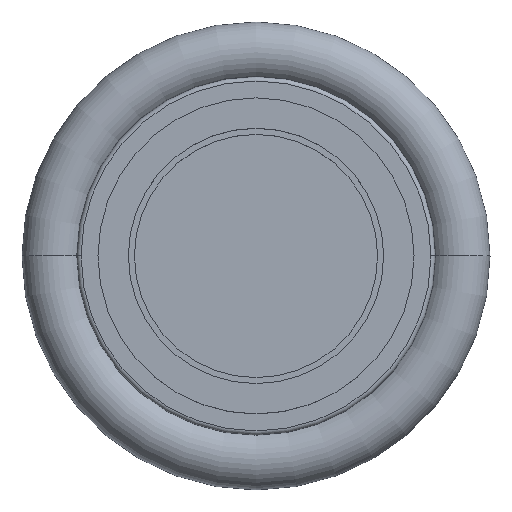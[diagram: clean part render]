
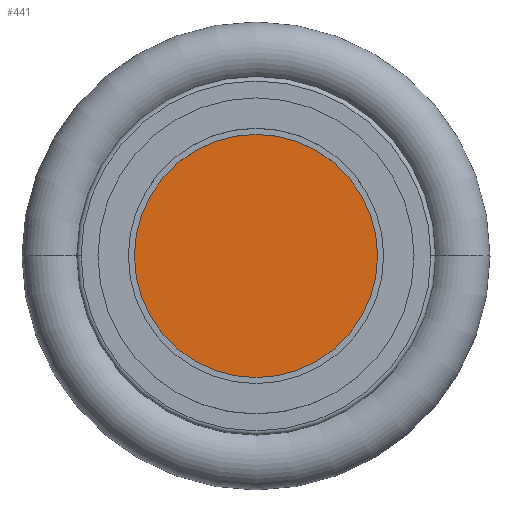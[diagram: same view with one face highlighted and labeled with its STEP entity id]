
A CAD part, top view. The second image highlights one B-rep face of the part: STEP entity #441.
In plain terms, the highlighted planar face has unit normal (0, 0, 1).
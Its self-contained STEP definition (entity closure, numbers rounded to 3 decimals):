
#190 = VERTEX_POINT ( 'NONE', #1109 ) ;
#196 = VERTEX_POINT ( 'NONE', #1034 ) ;
#238 = CIRCLE ( 'NONE', #551, 10. ) ;
#366 = ORIENTED_EDGE ( 'NONE', *, *, #985, .T. ) ;
#387 = DIRECTION ( 'NONE',  ( 1., 0., 0. ) ) ;
#415 = AXIS2_PLACEMENT_3D ( 'NONE', #955, #962, #967 ) ;
#441 = ADVANCED_FACE ( 'NONE', ( #1379 ), #634, .F. ) ;
#487 = ORIENTED_EDGE ( 'NONE', *, *, #538, .T. ) ;
#519 = DIRECTION ( 'NONE',  ( 0., 0., 1. ) ) ;
#538 = EDGE_CURVE ( 'NONE', #196, #190, #651, .T. ) ;
#551 = AXIS2_PLACEMENT_3D ( 'NONE', #945, #519, #825 ) ;
#634 = PLANE ( 'NONE',  #415 ) ;
#651 = CIRCLE ( 'NONE', #1178, 10. ) ;
#825 = DIRECTION ( 'NONE',  ( 1., 0., 0. ) ) ;
#945 = CARTESIAN_POINT ( 'NONE',  ( 0., 0., 0.1 ) ) ;
#955 = CARTESIAN_POINT ( 'NONE',  ( 0., 0., 0.1 ) ) ;
#962 = DIRECTION ( 'NONE',  ( 0., 0., -1. ) ) ;
#967 = DIRECTION ( 'NONE',  ( -1., 0., 0. ) ) ;
#985 = EDGE_CURVE ( 'NONE', #190, #196, #238, .T. ) ;
#1034 = CARTESIAN_POINT ( 'NONE',  ( 10., 0., 0.1 ) ) ;
#1109 = CARTESIAN_POINT ( 'NONE',  ( -10., 0., 0.1 ) ) ;
#1120 = DIRECTION ( 'NONE',  ( 0., 0., 1. ) ) ;
#1178 = AXIS2_PLACEMENT_3D ( 'NONE', #1318, #1120, #387 ) ;
#1196 = EDGE_LOOP ( 'NONE', ( #487, #366 ) ) ;
#1318 = CARTESIAN_POINT ( 'NONE',  ( 0., 0., 0.1 ) ) ;
#1379 = FACE_OUTER_BOUND ( 'NONE', #1196, .T. ) ;
